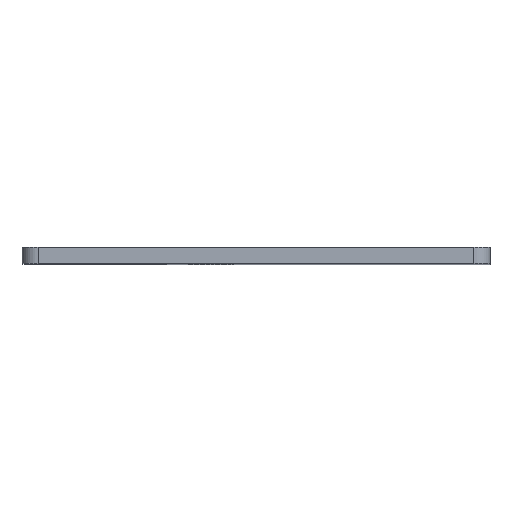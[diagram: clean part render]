
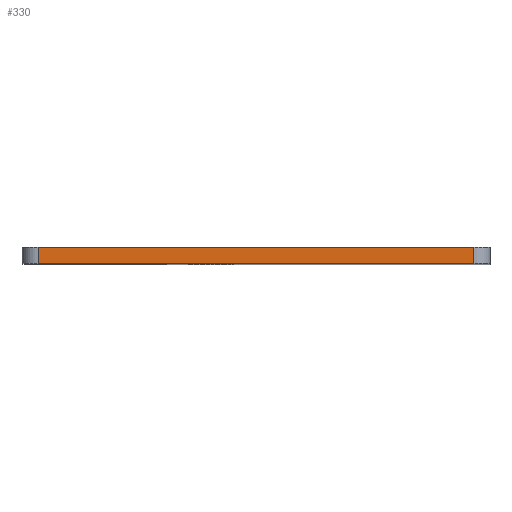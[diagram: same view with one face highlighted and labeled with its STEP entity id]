
A CAD part, top view. The second image highlights one B-rep face of the part: STEP entity #330.
In plain terms, the highlighted planar face has unit normal (0, 0, 1).
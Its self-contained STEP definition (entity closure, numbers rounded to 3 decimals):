
#20 = VECTOR ( 'NONE', #414, 1000. ) ;
#38 = DIRECTION ( 'NONE',  ( 0., -1., 0. ) ) ;
#45 = LINE ( 'NONE', #698, #81 ) ;
#48 = EDGE_CURVE ( 'NONE', #355, #344, #45, .T. ) ;
#60 = ORIENTED_EDGE ( 'NONE', *, *, #167, .T. ) ;
#67 = LINE ( 'NONE', #458, #616 ) ;
#80 = EDGE_CURVE ( 'NONE', #347, #552, #188, .T. ) ;
#81 = VECTOR ( 'NONE', #690, 1000. ) ;
#101 = ORIENTED_EDGE ( 'NONE', *, *, #48, .T. ) ;
#108 = PLANE ( 'NONE',  #140 ) ;
#140 = AXIS2_PLACEMENT_3D ( 'NONE', #488, #212, #441 ) ;
#149 = VECTOR ( 'NONE', #38, 1000. ) ;
#167 = EDGE_CURVE ( 'NONE', #552, #355, #417, .T. ) ;
#188 = LINE ( 'NONE', #520, #149 ) ;
#197 = CARTESIAN_POINT ( 'NONE',  ( 2., 0., 20.5 ) ) ;
#212 = DIRECTION ( 'NONE',  ( 0., 0., 1. ) ) ;
#236 = CARTESIAN_POINT ( 'NONE',  ( 85., 0., 20.5 ) ) ;
#330 = ADVANCED_FACE ( 'NONE', ( #428 ), #108, .T. ) ;
#344 = VERTEX_POINT ( 'NONE', #656 ) ;
#347 = VERTEX_POINT ( 'NONE', #379 ) ;
#355 = VERTEX_POINT ( 'NONE', #236 ) ;
#379 = CARTESIAN_POINT ( 'NONE',  ( 5., 3., 20.5 ) ) ;
#384 = ORIENTED_EDGE ( 'NONE', *, *, #80, .T. ) ;
#406 = EDGE_CURVE ( 'NONE', #347, #344, #67, .T. ) ;
#414 = DIRECTION ( 'NONE',  ( 1., 0., 0. ) ) ;
#417 = LINE ( 'NONE', #197, #20 ) ;
#428 = FACE_OUTER_BOUND ( 'NONE', #496, .T. ) ;
#441 = DIRECTION ( 'NONE',  ( 1., 0., 0. ) ) ;
#458 = CARTESIAN_POINT ( 'NONE',  ( 2., 3., 20.5 ) ) ;
#488 = CARTESIAN_POINT ( 'NONE',  ( 2., 0., 20.5 ) ) ;
#496 = EDGE_LOOP ( 'NONE', ( #499, #384, #60, #101 ) ) ;
#499 = ORIENTED_EDGE ( 'NONE', *, *, #406, .F. ) ;
#520 = CARTESIAN_POINT ( 'NONE',  ( 5., 0., 20.5 ) ) ;
#552 = VERTEX_POINT ( 'NONE', #628 ) ;
#616 = VECTOR ( 'NONE', #671, 1000. ) ;
#628 = CARTESIAN_POINT ( 'NONE',  ( 5., 0., 20.5 ) ) ;
#656 = CARTESIAN_POINT ( 'NONE',  ( 85., 3., 20.5 ) ) ;
#671 = DIRECTION ( 'NONE',  ( 1., 0., 0. ) ) ;
#690 = DIRECTION ( 'NONE',  ( 0., 1., 0. ) ) ;
#698 = CARTESIAN_POINT ( 'NONE',  ( 85., 0., 20.5 ) ) ;
